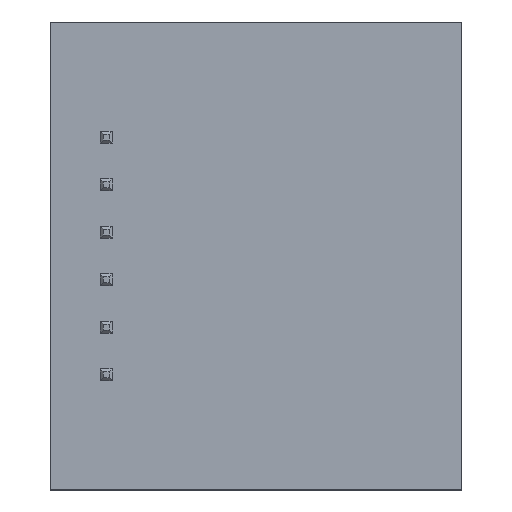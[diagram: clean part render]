
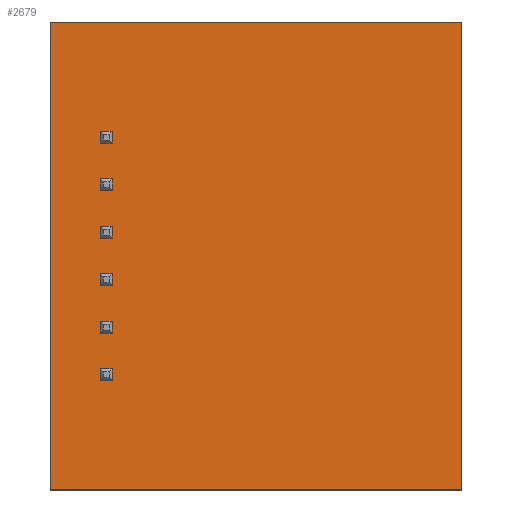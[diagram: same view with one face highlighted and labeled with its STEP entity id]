
A CAD part, top view. The second image highlights one B-rep face of the part: STEP entity #2679.
In plain terms, the highlighted planar face has unit normal (0, 0, 1).
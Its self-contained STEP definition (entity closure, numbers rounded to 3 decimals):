
#147=FACE_OUTER_BOUND('',#301,.T.);
#301=EDGE_LOOP('',(#1805,#1806,#1807,#1808));
#465=LINE('',#3689,#831);
#468=LINE('',#3695,#834);
#471=LINE('',#3701,#837);
#474=LINE('',#3705,#840);
#831=VECTOR('',#3008,10.);
#834=VECTOR('',#3013,10.);
#837=VECTOR('',#3018,10.);
#840=VECTOR('',#3023,10.);
#1197=VERTEX_POINT('',#3686);
#1198=VERTEX_POINT('',#3688);
#1200=VERTEX_POINT('',#3694);
#1202=VERTEX_POINT('',#3700);
#1425=EDGE_CURVE('',#1198,#1197,#465,.T.);
#1428=EDGE_CURVE('',#1200,#1198,#468,.T.);
#1431=EDGE_CURVE('',#1202,#1200,#471,.T.);
#1434=EDGE_CURVE('',#1197,#1202,#474,.T.);
#1805=ORIENTED_EDGE('',*,*,#1434,.T.);
#1806=ORIENTED_EDGE('',*,*,#1431,.T.);
#1807=ORIENTED_EDGE('',*,*,#1428,.T.);
#1808=ORIENTED_EDGE('',*,*,#1425,.T.);
#2525=PLANE('',#2849);
#2679=ADVANCED_FACE('',(#147),#2525,.T.);
#2849=AXIS2_PLACEMENT_3D('',#3706,#3024,#3025);
#3008=DIRECTION('',(0.,-1.,0.));
#3013=DIRECTION('',(-1.,0.,0.));
#3018=DIRECTION('',(0.,1.,0.));
#3023=DIRECTION('',(1.,0.,0.));
#3024=DIRECTION('center_axis',(0.,0.,1.));
#3025=DIRECTION('ref_axis',(1.,0.,0.));
#3686=CARTESIAN_POINT('',(-3.,-18.85,4.14));
#3688=CARTESIAN_POINT('',(-3.,6.15,4.14));
#3689=CARTESIAN_POINT('',(-3.,-18.85,4.14));
#3694=CARTESIAN_POINT('',(19.,6.15,4.14));
#3695=CARTESIAN_POINT('',(-3.,6.15,4.14));
#3700=CARTESIAN_POINT('',(19.,-18.85,4.14));
#3701=CARTESIAN_POINT('',(19.,6.15,4.14));
#3705=CARTESIAN_POINT('',(19.,-18.85,4.14));
#3706=CARTESIAN_POINT('Origin',(8.,-6.35,4.14));
